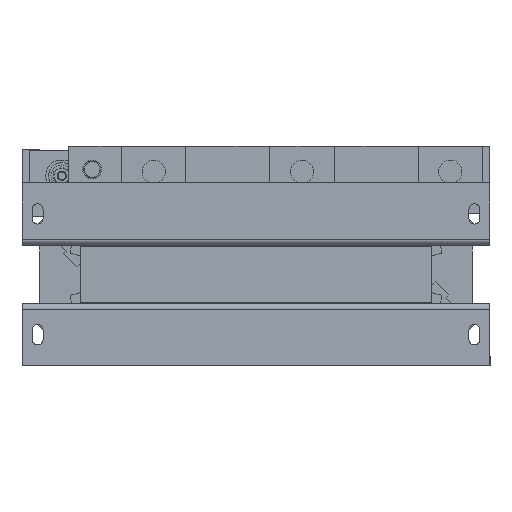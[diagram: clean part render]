
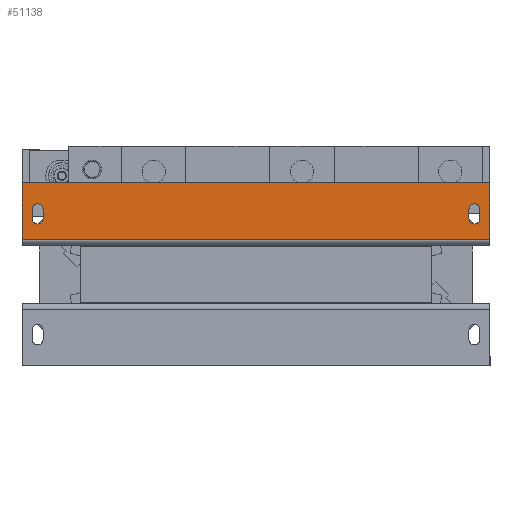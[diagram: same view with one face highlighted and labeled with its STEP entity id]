
A CAD part, front view. The second image highlights one B-rep face of the part: STEP entity #51138.
In plain terms, the highlighted planar face has unit normal (0, -1, 0).
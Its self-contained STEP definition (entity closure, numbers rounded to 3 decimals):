
#164 = VERTEX_POINT ( 'NONE', #28070 ) ;
#1136 = AXIS2_PLACEMENT_3D ( 'NONE', #33241, #45929, #50635 ) ;
#1542 = LINE ( 'NONE', #18308, #14417 ) ;
#1551 = AXIS2_PLACEMENT_3D ( 'NONE', #7607, #34778, #48849 ) ;
#1752 = DIRECTION ( 'NONE',  ( 1., 0., 0. ) ) ;
#1824 = ORIENTED_EDGE ( 'NONE', *, *, #16836, .T. ) ;
#2220 = ORIENTED_EDGE ( 'NONE', *, *, #11732, .T. ) ;
#3552 = VERTEX_POINT ( 'NONE', #39919 ) ;
#3705 = EDGE_CURVE ( 'Defeature ausgef�hrt2_167+Defeature ausgef�hrt2_1525+Defeature ausgef�hrt2_1524+Defeature ausgef�hrt2_1526', #47042, #39181, #40220, .T. ) ;
#3983 = CARTESIAN_POINT ( 'NONE',  ( -140., -23., 41.75 ) ) ;
#4534 = FACE_BOUND ( 'NONE', #27310, .T. ) ;
#4938 = ORIENTED_EDGE ( 'NONE', *, *, #24512, .F. ) ;
#5044 = ORIENTED_EDGE ( 'NONE', *, *, #36862, .T. ) ;
#6571 = ORIENTED_EDGE ( 'NONE', *, *, #46738, .T. ) ;
#7111 = VERTEX_POINT ( 'NONE', #48720 ) ;
#7198 = VERTEX_POINT ( 'NONE', #53225 ) ;
#7292 = CARTESIAN_POINT ( 'NONE',  ( 143.5, -23., 35.75 ) ) ;
#7600 = VECTOR ( 'NONE', #38345, 1000. ) ;
#7607 = CARTESIAN_POINT ( 'NONE',  ( 0., -23., 38.75 ) ) ;
#7959 = CIRCLE ( 'NONE', #9963, 3.5 ) ;
#8083 = EDGE_CURVE ( 'Defeature ausgef�hrt2_167+Defeature ausgef�hrt2_1523+Defeature ausgef�hrt2_1522+Defeature ausgef�hrt2_1520', #21581, #19504, #7959, .T. ) ;
#8361 = PLANE ( 'NONE',  #1551 ) ;
#8634 = DIRECTION ( 'NONE',  ( 0., 0., -1. ) ) ;
#9528 = ORIENTED_EDGE ( 'NONE', *, *, #26810, .T. ) ;
#9806 = ORIENTED_EDGE ( 'NONE', *, *, #16275, .F. ) ;
#9963 = AXIS2_PLACEMENT_3D ( 'NONE', #46910, #29266, #51226 ) ;
#10059 = DIRECTION ( 'NONE',  ( 0., 1., 0. ) ) ;
#10946 = AXIS2_PLACEMENT_3D ( 'NONE', #48643, #48448, #48831 ) ;
#11082 = EDGE_CURVE ( 'Defeature ausgef�hrt2_167+Defeature ausgef�hrt2_1525+Defeature ausgef�hrt2_1524+Defeature ausgef�hrt2_1526', #39181, #32354, #31259, .T. ) ;
#11732 = EDGE_CURVE ( 'Defeature ausgef�hrt2_167+Defeature ausgef�hrt2_1522+Defeature ausgef�hrt2_1521+Defeature ausgef�hrt2_1523', #17841, #21581, #29098, .T. ) ;
#12520 = AXIS2_PLACEMENT_3D ( 'NONE', #16633, #10059, #23098 ) ;
#14417 = VECTOR ( 'NONE', #53038, 1000. ) ;
#15740 = ORIENTED_EDGE ( 'NONE', *, *, #3705, .T. ) ;
#16275 = EDGE_CURVE ( 'Defeature ausgef�hrt2_169+Defeature ausgef�hrt2_167+Defeature ausgef�hrt2_170+Defeature ausgef�hrt2_171', #34278, #164, #34646, .T. ) ;
#16454 = EDGE_CURVE ( 'Defeature ausgef�hrt2_170+Defeature ausgef�hrt2_167+Defeature ausgef�hrt2_166+Defeature ausgef�hrt2_169', #37330, #34278, #1542, .T. ) ;
#16633 = CARTESIAN_POINT ( 'NONE',  ( 140., -23., 41.75 ) ) ;
#16836 = EDGE_CURVE ( 'Defeature ausgef�hrt2_167+Defeature ausgef�hrt2_1521+Defeature ausgef�hrt2_1520+Defeature ausgef�hrt2_1522', #50073, #17841, #33925, .T. ) ;
#16837 = ORIENTED_EDGE ( 'NONE', *, *, #35281, .T. ) ;
#17841 = VERTEX_POINT ( 'NONE', #50915 ) ;
#18107 = CARTESIAN_POINT ( 'NONE',  ( 140., -23., 45.25 ) ) ;
#18308 = CARTESIAN_POINT ( 'NONE',  ( -150., -23., 58.75 ) ) ;
#19504 = VERTEX_POINT ( 'NONE', #36703 ) ;
#19800 = VERTEX_POINT ( 'NONE', #39315 ) ;
#20377 = VECTOR ( 'NONE', #8634, 1000. ) ;
#20848 = DIRECTION ( 'NONE',  ( 0., 0., 1. ) ) ;
#20915 = EDGE_LOOP ( 'NONE', ( #9806, #25295, #4938, #41689 ) ) ;
#21028 = CARTESIAN_POINT ( 'NONE',  ( -143.5, -23., 41.75 ) ) ;
#21581 = VERTEX_POINT ( 'NONE', #7292 ) ;
#23098 = DIRECTION ( 'NONE',  ( 0., 0., 1. ) ) ;
#24512 = EDGE_CURVE ( 'Defeature ausgef�hrt2_166+Defeature ausgef�hrt2_167+Defeature ausgef�hrt2_172+Defeature ausgef�hrt2_170', #7111, #37330, #49744, .T. ) ;
#25295 = ORIENTED_EDGE ( 'NONE', *, *, #16454, .F. ) ;
#26694 = ORIENTED_EDGE ( 'NONE', *, *, #8083, .T. ) ;
#26708 = LINE ( 'NONE', #41000, #37516 ) ;
#26712 = CARTESIAN_POINT ( 'NONE',  ( 140., -23., 41.75 ) ) ;
#26810 = EDGE_CURVE ( 'Defeature ausgef�hrt2_167+Defeature ausgef�hrt2_1524+Defeature ausgef�hrt2_1527+Defeature ausgef�hrt2_1525', #19800, #47042, #27758, .T. ) ;
#27310 = EDGE_LOOP ( 'NONE', ( #6571, #9528, #15740, #34636, #5044 ) ) ;
#27758 = LINE ( 'NONE', #55238, #35197 ) ;
#28070 = CARTESIAN_POINT ( 'NONE',  ( 150., -23., 22.25 ) ) ;
#29098 = LINE ( 'NONE', #34855, #20377 ) ;
#29266 = DIRECTION ( 'NONE',  ( 0., 1., 0. ) ) ;
#29842 = CARTESIAN_POINT ( 'NONE',  ( -150., -23., 58.75 ) ) ;
#31065 = DIRECTION ( 'NONE',  ( 0., 0., 1. ) ) ;
#31259 = CIRCLE ( 'NONE', #47772, 3.5 ) ;
#32354 = VERTEX_POINT ( 'NONE', #54136 ) ;
#33241 = CARTESIAN_POINT ( 'NONE',  ( -140., -23., 41.75 ) ) ;
#33925 = CIRCLE ( 'NONE', #12520, 3.5 ) ;
#34278 = VERTEX_POINT ( 'NONE', #53422 ) ;
#34636 = ORIENTED_EDGE ( 'NONE', *, *, #11082, .T. ) ;
#34646 = LINE ( 'NONE', #42866, #7600 ) ;
#34778 = DIRECTION ( 'NONE',  ( 0., 1., 0. ) ) ;
#34855 = CARTESIAN_POINT ( 'NONE',  ( 143.5, -23., 38.75 ) ) ;
#35168 = LINE ( 'NONE', #49670, #52012 ) ;
#35197 = VECTOR ( 'NONE', #20848, 1000. ) ;
#35281 = EDGE_CURVE ( 'Defeature ausgef�hrt2_167+Defeature ausgef�hrt2_1520+Defeature ausgef�hrt2_1523+Defeature ausgef�hrt2_1521', #19504, #7198, #35168, .T. ) ;
#36052 = EDGE_LOOP ( 'NONE', ( #26694, #16837, #37802, #1824, #2220 ) ) ;
#36703 = CARTESIAN_POINT ( 'NONE',  ( 136.5, -23., 35.75 ) ) ;
#36862 = EDGE_CURVE ( 'Defeature ausgef�hrt2_167+Defeature ausgef�hrt2_1526+Defeature ausgef�hrt2_1525+Defeature ausgef�hrt2_1527', #32354, #3552, #53883, .T. ) ;
#37028 = DIRECTION ( 'NONE',  ( 0., 0., 1. ) ) ;
#37330 = VERTEX_POINT ( 'NONE', #29842 ) ;
#37516 = VECTOR ( 'NONE', #1752, 1000. ) ;
#37802 = ORIENTED_EDGE ( 'NONE', *, *, #43583, .T. ) ;
#38263 = VECTOR ( 'NONE', #48227, 1000. ) ;
#38345 = DIRECTION ( 'NONE',  ( 0., 0., -1. ) ) ;
#38456 = DIRECTION ( 'NONE',  ( 0., 0., -1. ) ) ;
#39181 = VERTEX_POINT ( 'NONE', #49792 ) ;
#39315 = CARTESIAN_POINT ( 'NONE',  ( -143.5, -23., 35.75 ) ) ;
#39664 = VECTOR ( 'NONE', #38456, 1000. ) ;
#39919 = CARTESIAN_POINT ( 'NONE',  ( -136.5, -23., 35.75 ) ) ;
#40220 = CIRCLE ( 'NONE', #1136, 3.5 ) ;
#41000 = CARTESIAN_POINT ( 'NONE',  ( -150., -23., 22.25 ) ) ;
#41689 = ORIENTED_EDGE ( 'NONE', *, *, #55810, .T. ) ;
#42211 = CARTESIAN_POINT ( 'NONE',  ( -136.5, -23., 38.75 ) ) ;
#42866 = CARTESIAN_POINT ( 'NONE',  ( 150., -23., 18.75 ) ) ;
#43583 = EDGE_CURVE ( 'Defeature ausgef�hrt2_167+Defeature ausgef�hrt2_1521+Defeature ausgef�hrt2_1520+Defeature ausgef�hrt2_1522', #7198, #50073, #46418, .T. ) ;
#44301 = DIRECTION ( 'NONE',  ( 0., 1., 0. ) ) ;
#45929 = DIRECTION ( 'NONE',  ( 0., 1., 0. ) ) ;
#46418 = CIRCLE ( 'NONE', #54527, 3.5 ) ;
#46426 = FACE_BOUND ( 'NONE', #36052, .T. ) ;
#46738 = EDGE_CURVE ( 'Defeature ausgef�hrt2_167+Defeature ausgef�hrt2_1527+Defeature ausgef�hrt2_1526+Defeature ausgef�hrt2_1524', #3552, #19800, #54165, .T. ) ;
#46910 = CARTESIAN_POINT ( 'NONE',  ( 140., -23., 35.75 ) ) ;
#47042 = VERTEX_POINT ( 'NONE', #21028 ) ;
#47772 = AXIS2_PLACEMENT_3D ( 'NONE', #3983, #55905, #51728 ) ;
#48227 = DIRECTION ( 'NONE',  ( 0., 0., 1. ) ) ;
#48448 = DIRECTION ( 'NONE',  ( 0., 1., 0. ) ) ;
#48643 = CARTESIAN_POINT ( 'NONE',  ( -140., -23., 35.75 ) ) ;
#48720 = CARTESIAN_POINT ( 'NONE',  ( -150., -23., 22.25 ) ) ;
#48793 = CARTESIAN_POINT ( 'NONE',  ( -150., -23., 18.75 ) ) ;
#48831 = DIRECTION ( 'NONE',  ( 0., 0., 1. ) ) ;
#48849 = DIRECTION ( 'NONE',  ( 0., 0., 1. ) ) ;
#49670 = CARTESIAN_POINT ( 'NONE',  ( 136.5, -23., 38.75 ) ) ;
#49744 = LINE ( 'NONE', #48793, #38263 ) ;
#49792 = CARTESIAN_POINT ( 'NONE',  ( -140., -23., 45.25 ) ) ;
#50073 = VERTEX_POINT ( 'NONE', #18107 ) ;
#50471 = FACE_OUTER_BOUND ( 'NONE', #20915, .T. ) ;
#50635 = DIRECTION ( 'NONE',  ( 0., 0., 1. ) ) ;
#50915 = CARTESIAN_POINT ( 'NONE',  ( 143.5, -23., 41.75 ) ) ;
#51138 = ADVANCED_FACE ( 'Defeature ausgef�hrt2_167', ( #4534, #46426, #50471 ), #8361, .F. ) ;
#51226 = DIRECTION ( 'NONE',  ( 0., 0., 1. ) ) ;
#51728 = DIRECTION ( 'NONE',  ( 0., 0., 1. ) ) ;
#52012 = VECTOR ( 'NONE', #37028, 1000. ) ;
#53038 = DIRECTION ( 'NONE',  ( 1., 0., 0. ) ) ;
#53225 = CARTESIAN_POINT ( 'NONE',  ( 136.5, -23., 41.75 ) ) ;
#53422 = CARTESIAN_POINT ( 'NONE',  ( 150., -23., 58.75 ) ) ;
#53883 = LINE ( 'NONE', #42211, #39664 ) ;
#54136 = CARTESIAN_POINT ( 'NONE',  ( -136.5, -23., 41.75 ) ) ;
#54165 = CIRCLE ( 'NONE', #10946, 3.5 ) ;
#54527 = AXIS2_PLACEMENT_3D ( 'NONE', #26712, #44301, #31065 ) ;
#55238 = CARTESIAN_POINT ( 'NONE',  ( -143.5, -23., 38.75 ) ) ;
#55810 = EDGE_CURVE ( 'Defeature ausgef�hrt2_167+Defeature ausgef�hrt2_173+Defeature ausgef�hrt2_166+Defeature ausgef�hrt2_169', #7111, #164, #26708, .T. ) ;
#55905 = DIRECTION ( 'NONE',  ( 0., 1., 0. ) ) ;
